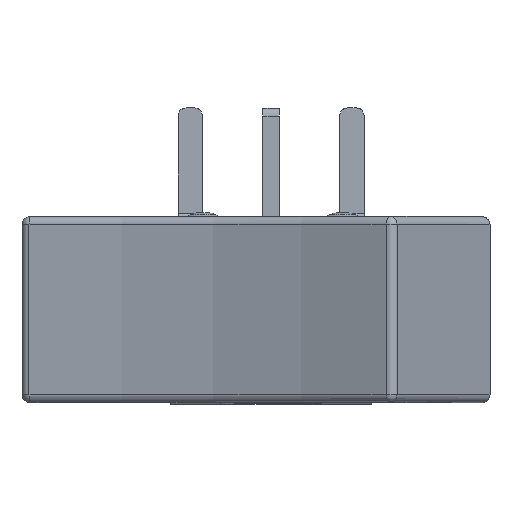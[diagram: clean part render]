
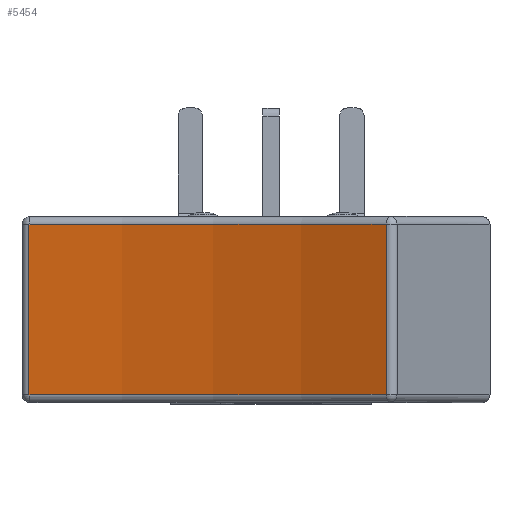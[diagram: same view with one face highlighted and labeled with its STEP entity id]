
A CAD part, top view. The second image highlights one B-rep face of the part: STEP entity #5454.
In plain terms, the highlighted cylindrical face has radius 31.624 mm (diameter 63.247 mm), a partial arc.
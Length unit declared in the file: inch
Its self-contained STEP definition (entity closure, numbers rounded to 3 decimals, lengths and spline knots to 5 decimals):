
#144=CYLINDRICAL_SURFACE('',#5890,1.24502);
#409=FACE_OUTER_BOUND('',#711,.T.);
#711=EDGE_LOOP('',(#4280,#4281,#4282,#4283));
#1139=LINE('',#8751,#1695);
#1143=LINE('',#8761,#1699);
#1695=VECTOR('',#6800,0.3937);
#1699=VECTOR('',#6816,0.3937);
#2110=CIRCLE('',#5879,1.24502);
#2111=CIRCLE('',#5881,1.24502);
#2415=VERTEX_POINT('',#8725);
#2418=VERTEX_POINT('',#8732);
#2420=VERTEX_POINT('',#8739);
#2421=VERTEX_POINT('',#8743);
#3091=EDGE_CURVE('',#2421,#2420,#1139,.T.);
#3093=EDGE_CURVE('',#2418,#2421,#2110,.T.);
#3094=EDGE_CURVE('',#2420,#2415,#2111,.T.);
#3097=EDGE_CURVE('',#2415,#2418,#1143,.T.);
#4280=ORIENTED_EDGE('',*,*,#3091,.F.);
#4281=ORIENTED_EDGE('',*,*,#3093,.F.);
#4282=ORIENTED_EDGE('',*,*,#3097,.F.);
#4283=ORIENTED_EDGE('',*,*,#3094,.F.);
#5454=ADVANCED_FACE('',(#409),#144,.F.);
#5879=AXIS2_PLACEMENT_3D('',#8754,#6804,#6805);
#5881=AXIS2_PLACEMENT_3D('',#8756,#6808,#6809);
#5890=AXIS2_PLACEMENT_3D('',#8780,#6836,#6837);
#6800=DIRECTION('',(0.,1.,0.));
#6804=DIRECTION('center_axis',(0.,1.,0.));
#6805=DIRECTION('ref_axis',(0.303,0.,-0.953));
#6808=DIRECTION('center_axis',(0.,-1.,0.));
#6809=DIRECTION('ref_axis',(0.303,0.,-0.953));
#6816=DIRECTION('',(0.,-1.,0.));
#6836=DIRECTION('center_axis',(0.,-1.,0.));
#6837=DIRECTION('ref_axis',(-0.112,0.,0.994));
#8725=CARTESIAN_POINT('',(0.14227,0.10512,0.76654));
#8732=CARTESIAN_POINT('',(0.14227,-0.10512,0.76654));
#8739=CARTESIAN_POINT('',(-0.29918,0.10512,0.62628));
#8743=CARTESIAN_POINT('',(-0.29918,-0.10512,0.62628));
#8751=CARTESIAN_POINT('',(-0.29918,0.,0.62628));
#8754=CARTESIAN_POINT('Origin',(-0.44888,-0.10512,1.86227));
#8756=CARTESIAN_POINT('Origin',(-0.44888,0.10512,1.86227));
#8761=CARTESIAN_POINT('',(0.14227,0.,0.76654));
#8780=CARTESIAN_POINT('Origin',(-0.44888,0.,1.86227));
